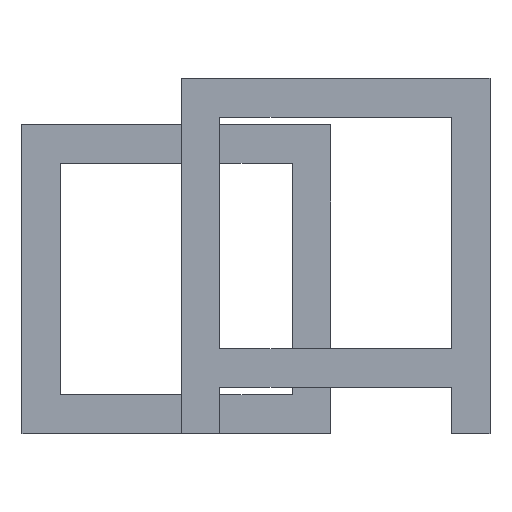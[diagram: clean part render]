
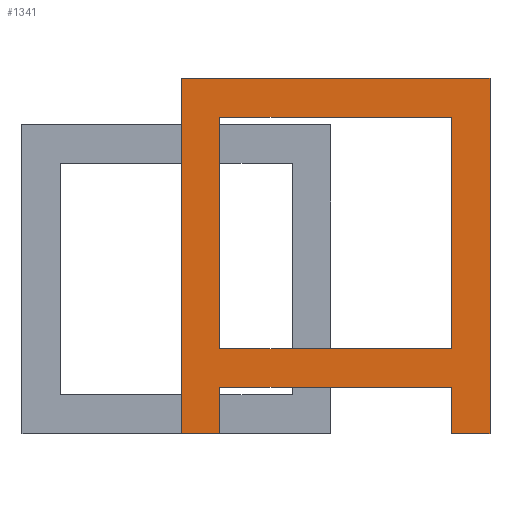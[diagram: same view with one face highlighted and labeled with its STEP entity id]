
A CAD part, left-side view. The second image highlights one B-rep face of the part: STEP entity #1341.
In plain terms, the highlighted planar face has unit normal (-1, 0, 0).
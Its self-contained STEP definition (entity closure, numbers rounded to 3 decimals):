
#30=FACE_BOUND('',#190,.T.);
#105=FACE_OUTER_BOUND('',#189,.T.);
#189=EDGE_LOOP('',(#1173,#1174,#1175,#1176,#1177,#1178,#1179,#1180));
#190=EDGE_LOOP('',(#1181,#1182,#1183,#1184));
#271=LINE('',#1929,#451);
#272=LINE('',#1932,#452);
#279=LINE('',#1945,#459);
#285=LINE('',#1957,#465);
#286=LINE('',#1960,#466);
#311=LINE('',#2010,#491);
#315=LINE('',#2017,#495);
#325=LINE('',#2040,#505);
#328=LINE('',#2044,#508);
#365=LINE('',#2113,#545);
#371=LINE('',#2124,#551);
#372=LINE('',#2126,#552);
#451=VECTOR('',#1581,10.);
#452=VECTOR('',#1584,10.);
#459=VECTOR('',#1595,10.);
#465=VECTOR('',#1605,10.);
#466=VECTOR('',#1608,10.);
#491=VECTOR('',#1651,10.);
#495=VECTOR('',#1657,10.);
#505=VECTOR('',#1673,10.);
#508=VECTOR('',#1678,10.);
#545=VECTOR('',#1753,10.);
#551=VECTOR('',#1763,10.);
#552=VECTOR('',#1766,10.);
#597=VERTEX_POINT('',#1925);
#598=VERTEX_POINT('',#1927);
#599=VERTEX_POINT('',#1931);
#603=VERTEX_POINT('',#1943);
#607=VERTEX_POINT('',#1955);
#608=VERTEX_POINT('',#1959);
#623=VERTEX_POINT('',#2007);
#624=VERTEX_POINT('',#2009);
#626=VERTEX_POINT('',#2015);
#636=VERTEX_POINT('',#2039);
#649=VERTEX_POINT('',#2112);
#652=VERTEX_POINT('',#2122);
#731=EDGE_CURVE('',#598,#597,#271,.T.);
#732=EDGE_CURVE('',#599,#597,#272,.T.);
#739=EDGE_CURVE('',#598,#603,#279,.T.);
#745=EDGE_CURVE('',#603,#607,#285,.T.);
#746=EDGE_CURVE('',#607,#608,#286,.T.);
#771=EDGE_CURVE('',#624,#623,#311,.T.);
#775=EDGE_CURVE('',#623,#626,#315,.T.);
#785=EDGE_CURVE('',#636,#624,#325,.T.);
#788=EDGE_CURVE('',#626,#636,#328,.T.);
#825=EDGE_CURVE('',#649,#599,#365,.T.);
#831=EDGE_CURVE('',#608,#652,#371,.T.);
#832=EDGE_CURVE('',#649,#652,#372,.T.);
#1173=ORIENTED_EDGE('',*,*,#739,.T.);
#1174=ORIENTED_EDGE('',*,*,#745,.T.);
#1175=ORIENTED_EDGE('',*,*,#746,.T.);
#1176=ORIENTED_EDGE('',*,*,#831,.T.);
#1177=ORIENTED_EDGE('',*,*,#832,.F.);
#1178=ORIENTED_EDGE('',*,*,#825,.T.);
#1179=ORIENTED_EDGE('',*,*,#732,.T.);
#1180=ORIENTED_EDGE('',*,*,#731,.F.);
#1181=ORIENTED_EDGE('',*,*,#771,.T.);
#1182=ORIENTED_EDGE('',*,*,#775,.T.);
#1183=ORIENTED_EDGE('',*,*,#788,.T.);
#1184=ORIENTED_EDGE('',*,*,#785,.T.);
#1266=PLANE('',#1432);
#1341=ADVANCED_FACE('',(#105,#30),#1266,.T.);
#1432=AXIS2_PLACEMENT_3D('',#2125,#1764,#1765);
#1581=DIRECTION('',(0.,0.,-1.));
#1584=DIRECTION('',(0.,-1.,0.));
#1595=DIRECTION('',(0.,-1.,0.));
#1605=DIRECTION('',(0.,0.,-1.));
#1608=DIRECTION('',(0.,-1.,0.));
#1651=DIRECTION('',(0.,0.,1.));
#1657=DIRECTION('',(0.,-1.,0.));
#1673=DIRECTION('',(0.,1.,0.));
#1678=DIRECTION('',(0.,0.,-1.));
#1753=DIRECTION('',(0.,0.,-1.));
#1763=DIRECTION('',(0.,0.,1.));
#1764=DIRECTION('center_axis',(-1.,0.,0.));
#1765=DIRECTION('ref_axis',(0.,-1.,0.));
#1766=DIRECTION('',(0.,-1.,0.));
#1925=CARTESIAN_POINT('',(-46.525,-5.641,0.));
#1927=CARTESIAN_POINT('',(-46.525,-5.641,6.006));
#1929=CARTESIAN_POINT('',(-46.525,-5.641,6.006));
#1931=CARTESIAN_POINT('',(-46.525,-0.641,0.));
#1932=CARTESIAN_POINT('',(-46.525,-13.141,0.));
#1943=CARTESIAN_POINT('',(-46.525,-35.641,6.006));
#1945=CARTESIAN_POINT('',(-46.525,-0.641,6.006));
#1955=CARTESIAN_POINT('',(-46.525,-35.641,0.));
#1957=CARTESIAN_POINT('',(-46.525,-35.641,6.006));
#1959=CARTESIAN_POINT('',(-46.525,-40.641,0.));
#1960=CARTESIAN_POINT('',(-46.525,-30.641,0.));
#2007=CARTESIAN_POINT('',(-46.525,-5.641,41.006));
#2009=CARTESIAN_POINT('',(-46.525,-5.641,11.006));
#2010=CARTESIAN_POINT('',(-46.525,-5.641,23.506));
#2015=CARTESIAN_POINT('',(-46.525,-35.641,41.006));
#2017=CARTESIAN_POINT('',(-46.525,-18.141,41.006));
#2039=CARTESIAN_POINT('',(-46.525,-35.641,11.006));
#2040=CARTESIAN_POINT('',(-46.525,-3.141,11.006));
#2044=CARTESIAN_POINT('',(-46.525,-35.641,8.506));
#2112=CARTESIAN_POINT('',(-46.525,-0.641,46.006));
#2113=CARTESIAN_POINT('',(-46.525,-0.641,6.006));
#2122=CARTESIAN_POINT('',(-46.525,-40.641,46.006));
#2124=CARTESIAN_POINT('',(-46.525,-40.641,6.006));
#2125=CARTESIAN_POINT('Origin',(-46.525,-0.641,6.006));
#2126=CARTESIAN_POINT('',(-46.525,-0.641,46.006));
